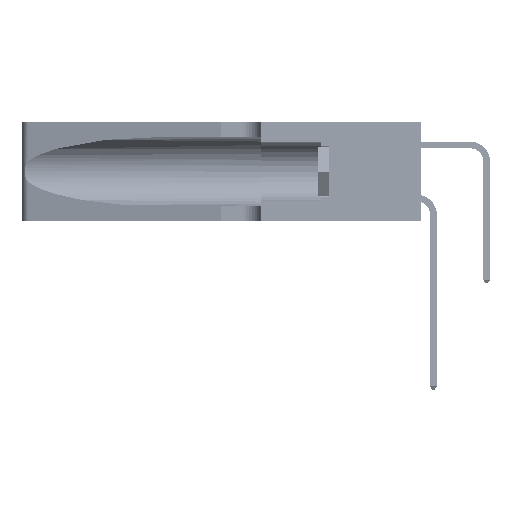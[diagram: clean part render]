
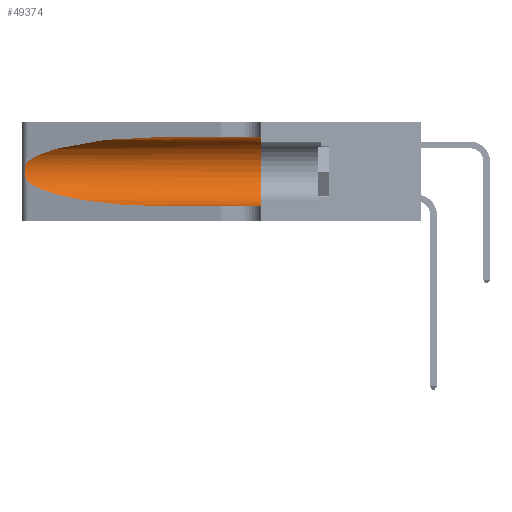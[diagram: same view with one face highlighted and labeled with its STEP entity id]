
A CAD part, left-side view. The second image highlights one B-rep face of the part: STEP entity #49374.
In plain terms, the highlighted cylindrical face has radius 3.308 mm (diameter 6.617 mm), a partial arc.
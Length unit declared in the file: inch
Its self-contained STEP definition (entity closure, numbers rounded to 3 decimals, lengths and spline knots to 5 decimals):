
#3694 = CARTESIAN_POINT ( 'NONE',  ( 0.25639, 1.23184, 0.21858 ) ) ;
#3755 = ORIENTED_EDGE ( 'NONE', *, *, #6270, .T. ) ;
#4190 = EDGE_CURVE ( 'NONE', #22183, #22155, #23015, .T. ) ;
#4404 = CARTESIAN_POINT ( 'NONE',  ( 0.25487, 1.22718, 0.22369 ) ) ;
#5211 = DIRECTION ( 'NONE',  ( 0., 0., -1. ) ) ;
#6270 = EDGE_CURVE ( 'NONE', #36875, #22183, #15878, .T. ) ;
#7717 = CARTESIAN_POINT ( 'NONE',  ( 0.25854, 1.2359, 0.20912 ) ) ;
#10531 = CARTESIAN_POINT ( 'NONE',  ( 0.2373, 1.15595, 0.28018 ) ) ;
#10568 = CIRCLE ( 'NONE', #42524, 0.13025 ) ;
#11249 = CARTESIAN_POINT ( 'NONE',  ( 0.18966, 0.96281, 0.05475 ) ) ;
#11737 = CARTESIAN_POINT ( 'NONE',  ( 0.26075, 1.23896, 0.19203 ) ) ;
#11761 = DIRECTION ( 'NONE',  ( 0., -1., 0. ) ) ;
#11953 = CARTESIAN_POINT ( 'NONE',  ( 0.1305, 0.72297, 0.05475 ) ) ;
#12378 = B_SPLINE_CURVE_WITH_KNOTS ( 'NONE', 3,
 ( #50910, #19549, #3694, #31466, #7717, #35401, #11737, #39360, #15716, #43282, #19721, #47193, #23703, #51089 ),
 .UNSPECIFIED., .F., .F.,
 ( 4, 2, 2, 2, 2, 2, 4 ),
 ( 0., 0.00027, 0.00053, 0.00107, 0.0016, 0.00187, 0.00214 ),
 .UNSPECIFIED. ) ;
#12548 = ORIENTED_EDGE ( 'NONE', *, *, #25542, .F. ) ;
#12618 = EDGE_CURVE ( 'NONE', #26137, #46693, #30497, .T. ) ;
#13150 = ORIENTED_EDGE ( 'NONE', *, *, #37071, .T. ) ;
#15353 = CARTESIAN_POINT ( 'NONE',  ( 0.1305, 0.72297, 0.31525 ) ) ;
#15716 = CARTESIAN_POINT ( 'NONE',  ( 0.26017, 1.23833, 0.17102 ) ) ;
#15878 =( BOUNDED_CURVE ( )  B_SPLINE_CURVE ( 3, ( #34927, #30994, #11249, #38886 ),
 .UNSPECIFIED., .F., .T. ) 
 B_SPLINE_CURVE_WITH_KNOTS ( ( 4, 4 ),
 ( 3.44316, 4.71239 ),
 .UNSPECIFIED. ) 
 CURVE ( )  GEOMETRIC_REPRESENTATION_ITEM ( )  RATIONAL_B_SPLINE_CURVE ( ( 1., 0.87, 0.87, 1. ) ) 
 REPRESENTATION_ITEM ( '' )  );
#18189 = CARTESIAN_POINT ( 'NONE',  ( 0.1305, 0.35, 0.185 ) ) ;
#18931 = CARTESIAN_POINT ( 'NONE',  ( 0.1305, 0.35, 0.31525 ) ) ;
#19549 = CARTESIAN_POINT ( 'NONE',  ( 0.25555, 1.22994, 0.2215 ) ) ;
#19721 = CARTESIAN_POINT ( 'NONE',  ( 0.25789, 1.23486, 0.15765 ) ) ;
#20394 = VERTEX_POINT ( 'NONE', #18931 ) ;
#21857 = ORIENTED_EDGE ( 'NONE', *, *, #42875, .F. ) ;
#22155 = VERTEX_POINT ( 'NONE', #35443 ) ;
#22165 = DIRECTION ( 'NONE',  ( 0., 0., 1. ) ) ;
#22183 = VERTEX_POINT ( 'NONE', #11953 ) ;
#22898 = VECTOR ( 'NONE', #11761, 39.37008 ) ;
#23015 = LINE ( 'NONE', #45186, #24288 ) ;
#23703 = CARTESIAN_POINT ( 'NONE',  ( 0.25555, 1.22993, 0.14849 ) ) ;
#24156 = LINE ( 'NONE', #31495, #22898 ) ;
#24288 = VECTOR ( 'NONE', #29459, 39.37008 ) ;
#25542 = EDGE_CURVE ( 'NONE', #26137, #20394, #24156, .T. ) ;
#26137 = VERTEX_POINT ( 'NONE', #15353 ) ;
#26314 = CARTESIAN_POINT ( 'NONE',  ( 0.1305, 0.72297, 0.31525 ) ) ;
#27422 = CYLINDRICAL_SURFACE ( 'NONE', #50176, 0.13025 ) ;
#29018 = CARTESIAN_POINT ( 'NONE',  ( 0.1305, 1.61858, 0.185 ) ) ;
#29459 = DIRECTION ( 'NONE',  ( 0., -1., 0. ) ) ;
#30497 =( BOUNDED_CURVE ( )  B_SPLINE_CURVE ( 3, ( #26314, #34220, #10531, #42095 ),
 .UNSPECIFIED., .F., .T. ) 
 B_SPLINE_CURVE_WITH_KNOTS ( ( 4, 4 ),
 ( 1.5708, 2.84003 ),
 .UNSPECIFIED. ) 
 CURVE ( )  GEOMETRIC_REPRESENTATION_ITEM ( )  RATIONAL_B_SPLINE_CURVE ( ( 1., 0.87, 0.87, 1. ) ) 
 REPRESENTATION_ITEM ( '' )  );
#30994 = CARTESIAN_POINT ( 'NONE',  ( 0.2373, 1.15595, 0.08982 ) ) ;
#31466 = CARTESIAN_POINT ( 'NONE',  ( 0.25787, 1.23484, 0.2124 ) ) ;
#31495 = CARTESIAN_POINT ( 'NONE',  ( 0.1305, 1.61858, 0.31525 ) ) ;
#32295 = EDGE_LOOP ( 'NONE', ( #43342, #13150, #3755, #39083, #21857, #12548 ) ) ;
#34220 = CARTESIAN_POINT ( 'NONE',  ( 0.18966, 0.96281, 0.31525 ) ) ;
#34927 = CARTESIAN_POINT ( 'NONE',  ( 0.25487, 1.22718, 0.14631 ) ) ;
#35401 = CARTESIAN_POINT ( 'NONE',  ( 0.26018, 1.23835, 0.19895 ) ) ;
#35443 = CARTESIAN_POINT ( 'NONE',  ( 0.1305, 0.35, 0.05475 ) ) ;
#36875 = VERTEX_POINT ( 'NONE', #44845 ) ;
#37071 = EDGE_CURVE ( 'NONE', #46693, #36875, #12378, .T. ) ;
#38886 = CARTESIAN_POINT ( 'NONE',  ( 0.1305, 0.72297, 0.05475 ) ) ;
#39083 = ORIENTED_EDGE ( 'NONE', *, *, #4190, .T. ) ;
#39360 = CARTESIAN_POINT ( 'NONE',  ( 0.26075, 1.23896, 0.178 ) ) ;
#40665 = DIRECTION ( 'NONE',  ( 0., -1., 0. ) ) ;
#42095 = CARTESIAN_POINT ( 'NONE',  ( 0.25487, 1.22718, 0.22369 ) ) ;
#42524 = AXIS2_PLACEMENT_3D ( 'NONE', #18189, #45686, #22165 ) ;
#42875 = EDGE_CURVE ( 'NONE', #20394, #22155, #10568, .T. ) ;
#43282 = CARTESIAN_POINT ( 'NONE',  ( 0.25856, 1.23593, 0.16098 ) ) ;
#43342 = ORIENTED_EDGE ( 'NONE', *, *, #12618, .T. ) ;
#44845 = CARTESIAN_POINT ( 'NONE',  ( 0.25487, 1.22718, 0.14631 ) ) ;
#45186 = CARTESIAN_POINT ( 'NONE',  ( 0.1305, 1.61858, 0.05475 ) ) ;
#45686 = DIRECTION ( 'NONE',  ( 0., 1., 0. ) ) ;
#46693 = VERTEX_POINT ( 'NONE', #4404 ) ;
#47193 = CARTESIAN_POINT ( 'NONE',  ( 0.25639, 1.23186, 0.15144 ) ) ;
#48245 = FACE_OUTER_BOUND ( 'NONE', #32295, .T. ) ;
#49374 = ADVANCED_FACE ( 'NONE', ( #48245 ), #27422, .F. ) ;
#50176 = AXIS2_PLACEMENT_3D ( 'NONE', #29018, #40665, #5211 ) ;
#50910 = CARTESIAN_POINT ( 'NONE',  ( 0.25487, 1.22718, 0.22369 ) ) ;
#51089 = CARTESIAN_POINT ( 'NONE',  ( 0.25487, 1.22718, 0.14631 ) ) ;
